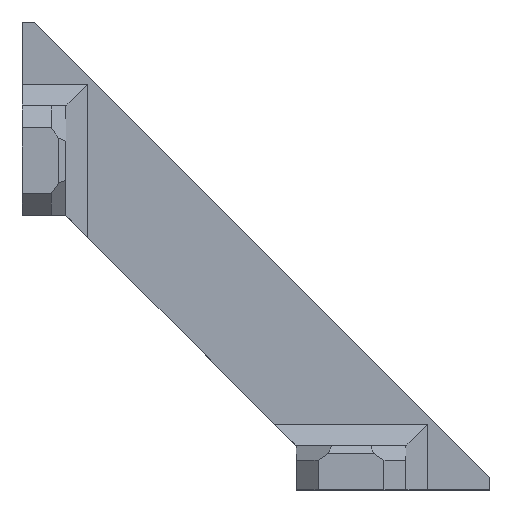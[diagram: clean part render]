
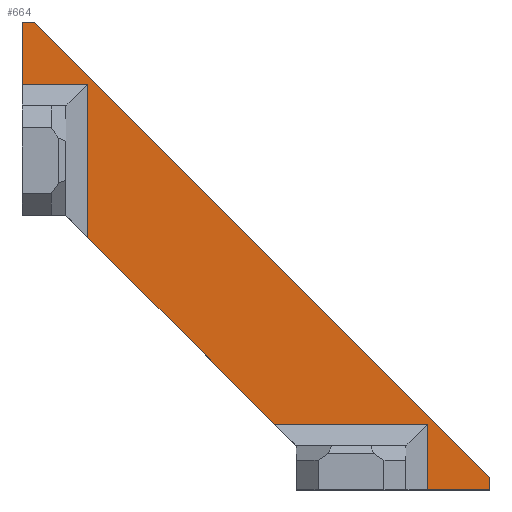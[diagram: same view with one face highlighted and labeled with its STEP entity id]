
A CAD part, top view. The second image highlights one B-rep face of the part: STEP entity #664.
In plain terms, the highlighted planar face has unit normal (0, 0, 1).
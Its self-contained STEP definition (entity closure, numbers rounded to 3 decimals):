
#50=FACE_OUTER_BOUND('',#88,.T.);
#88=EDGE_LOOP('',(#516,#517,#518,#519,#520,#521,#522,#523,#524,#525));
#159=LINE('',#1021,#243);
#164=LINE('',#1029,#248);
#165=LINE('',#1032,#249);
#166=LINE('',#1034,#250);
#167=LINE('',#1036,#251);
#168=LINE('',#1038,#252);
#169=LINE('',#1040,#253);
#170=LINE('',#1042,#254);
#171=LINE('',#1044,#255);
#172=LINE('',#1045,#256);
#243=VECTOR('',#827,10.);
#248=VECTOR('',#834,10.);
#249=VECTOR('',#837,10.);
#250=VECTOR('',#838,10.);
#251=VECTOR('',#839,10.);
#252=VECTOR('',#840,10.);
#253=VECTOR('',#841,10.);
#254=VECTOR('',#842,10.);
#255=VECTOR('',#843,10.);
#256=VECTOR('',#844,10.);
#316=VERTEX_POINT('',#1019);
#317=VERTEX_POINT('',#1020);
#319=VERTEX_POINT('',#1027);
#320=VERTEX_POINT('',#1031);
#321=VERTEX_POINT('',#1033);
#322=VERTEX_POINT('',#1035);
#323=VERTEX_POINT('',#1037);
#324=VERTEX_POINT('',#1039);
#325=VERTEX_POINT('',#1041);
#326=VERTEX_POINT('',#1043);
#389=EDGE_CURVE('',#316,#317,#159,.T.);
#394=EDGE_CURVE('',#319,#316,#164,.T.);
#395=EDGE_CURVE('',#319,#320,#165,.T.);
#396=EDGE_CURVE('',#320,#321,#166,.T.);
#397=EDGE_CURVE('',#322,#321,#167,.T.);
#398=EDGE_CURVE('',#323,#322,#168,.T.);
#399=EDGE_CURVE('',#324,#323,#169,.T.);
#400=EDGE_CURVE('',#325,#324,#170,.T.);
#401=EDGE_CURVE('',#326,#325,#171,.T.);
#402=EDGE_CURVE('',#326,#317,#172,.T.);
#516=ORIENTED_EDGE('',*,*,#389,.F.);
#517=ORIENTED_EDGE('',*,*,#394,.F.);
#518=ORIENTED_EDGE('',*,*,#395,.T.);
#519=ORIENTED_EDGE('',*,*,#396,.T.);
#520=ORIENTED_EDGE('',*,*,#397,.F.);
#521=ORIENTED_EDGE('',*,*,#398,.F.);
#522=ORIENTED_EDGE('',*,*,#399,.F.);
#523=ORIENTED_EDGE('',*,*,#400,.F.);
#524=ORIENTED_EDGE('',*,*,#401,.F.);
#525=ORIENTED_EDGE('',*,*,#402,.T.);
#632=PLANE('',#716);
#664=ADVANCED_FACE('',(#50),#632,.T.);
#716=AXIS2_PLACEMENT_3D('',#1030,#835,#836);
#827=DIRECTION('',(-1.,0.,0.));
#834=DIRECTION('',(0.,1.,0.));
#835=DIRECTION('center_axis',(0.,0.,1.));
#836=DIRECTION('ref_axis',(1.,0.,0.));
#837=DIRECTION('',(1.,0.,0.));
#838=DIRECTION('',(0.,1.,0.));
#839=DIRECTION('',(0.707,-0.707,0.));
#840=DIRECTION('',(1.,0.,0.));
#841=DIRECTION('',(0.,1.,0.));
#842=DIRECTION('',(-1.,0.,0.));
#843=DIRECTION('',(0.,1.,0.));
#844=DIRECTION('',(0.707,-0.707,0.));
#1019=CARTESIAN_POINT('',(55.5,9.,0.));
#1020=CARTESIAN_POINT('',(34.5,9.,0.));
#1021=CARTESIAN_POINT('',(42.25,9.,0.));
#1027=CARTESIAN_POINT('',(55.5,0.,0.));
#1029=CARTESIAN_POINT('',(55.5,16.,0.));
#1030=CARTESIAN_POINT('Origin',(32.,32.,0.));
#1031=CARTESIAN_POINT('',(64.,0.,0.));
#1032=CARTESIAN_POINT('',(0.,0.,0.));
#1033=CARTESIAN_POINT('',(64.,1.657,0.));
#1034=CARTESIAN_POINT('',(64.,0.,0.));
#1035=CARTESIAN_POINT('',(1.657,64.,0.));
#1036=CARTESIAN_POINT('',(1.657,64.,0.));
#1037=CARTESIAN_POINT('',(0.,64.,0.));
#1038=CARTESIAN_POINT('',(0.,64.,0.));
#1039=CARTESIAN_POINT('',(0.,55.5,0.));
#1040=CARTESIAN_POINT('',(0.,60.,0.));
#1041=CARTESIAN_POINT('',(9.,55.5,0.));
#1042=CARTESIAN_POINT('',(19.,55.5,0.));
#1043=CARTESIAN_POINT('',(9.,34.5,0.));
#1044=CARTESIAN_POINT('',(9.,34.75,0.));
#1045=CARTESIAN_POINT('',(6.,37.5,0.));
